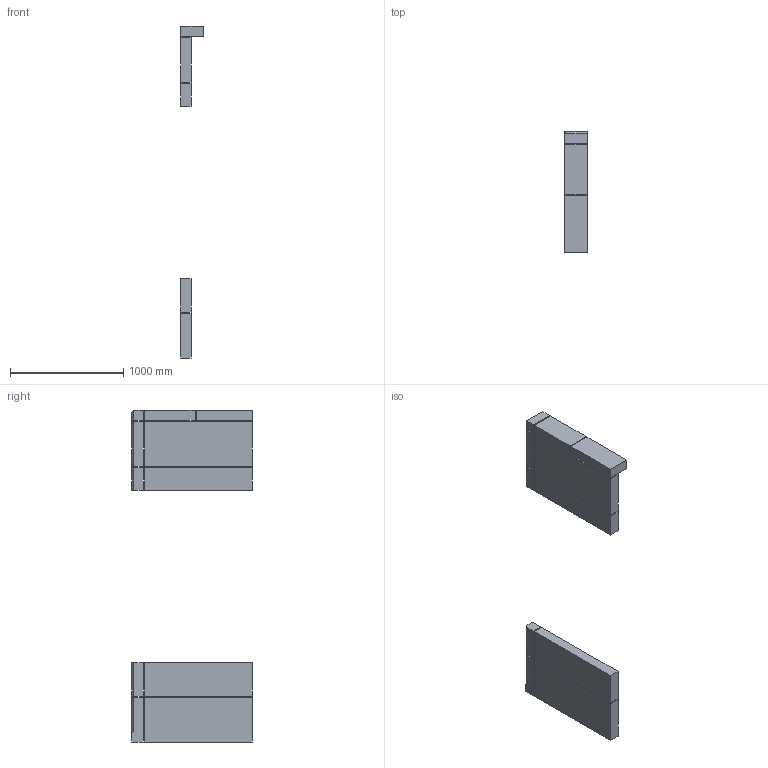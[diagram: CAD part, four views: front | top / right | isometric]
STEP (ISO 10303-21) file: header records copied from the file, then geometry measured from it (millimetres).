
FILE_DESCRIPTION(/* description */ (''),/* implementation_level */ '2;1');
FILE_NAME(/* name */ 'S Wall D.step',/* time_stamp */ '2023-01-12T14:27:58-06:00',/* author */ (''),/* organization */ (''),/* preprocessor_version */ 'ST-DEVELOPER v19.2',/* originating_system */ 'Autodesk Translation Framework v11.17.0.187',/* authorisation */ '');
FILE_SCHEMA (('AUTOMOTIVE_DESIGN { 1 0 10303 214 3 1 1 }'));
Length unit declared in the file: inch
Products named in the file (1): S Wall D
Bounding box: 201.61 x 1069.97 x 2936.88 mm (x, y, z)
Volume: 145411812.6 mm3; surface area: 4707917.2 mm2
Topology: 11 solids, 11 shells, 73 faces, 152 edges, 101 vertices
Faces by surface type: plane 73
Entity records: 1923 total; most frequent: CARTESIAN_POINT 327, ORIENTED_EDGE 304, DIRECTION 300, LINE 152, VECTOR 152, EDGE_CURVE 152, VERTEX_POINT 101, AXIS2_PLACEMENT_3D 74
